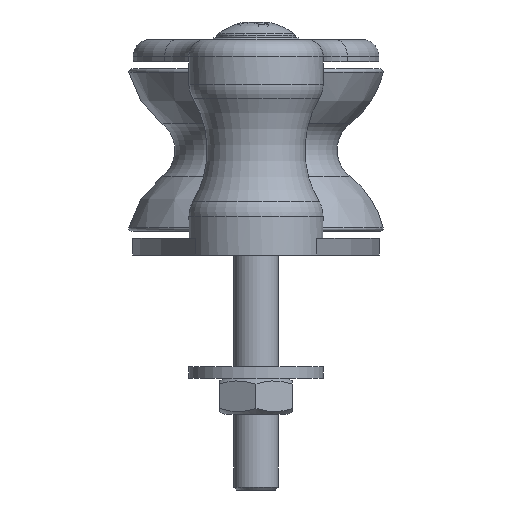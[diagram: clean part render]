
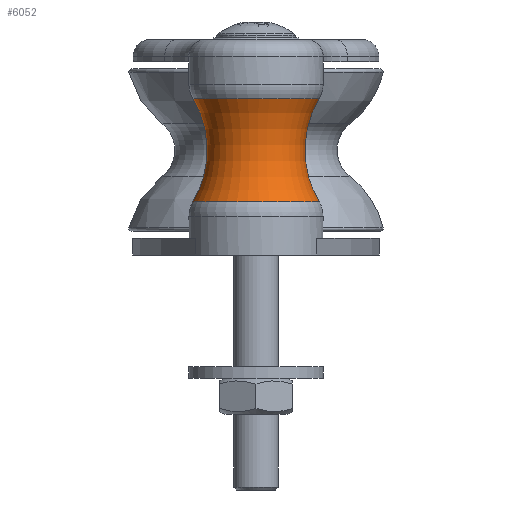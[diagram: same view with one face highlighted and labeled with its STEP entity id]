
A CAD part, left-side view. The second image highlights one B-rep face of the part: STEP entity #6052.
In plain terms, the highlighted toroidal (fillet/blend) face has major radius 26.75 mm and minor radius 18 mm.
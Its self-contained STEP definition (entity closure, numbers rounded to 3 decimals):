
#97=TOROIDAL_SURFACE('',#6827,26.75,18.);
#1059=FACE_BOUND('',#2004,.T.);
#1455=FACE_OUTER_BOUND('',#2003,.T.);
#2003=EDGE_LOOP('',(#5405));
#2004=EDGE_LOOP('',(#5406));
#2432=CIRCLE('',#6825,11.293);
#2434=CIRCLE('',#6828,11.293);
#3019=VERTEX_POINT('',#11148);
#3021=VERTEX_POINT('',#11153);
#3826=EDGE_CURVE('',#3019,#3019,#2432,.T.);
#3828=EDGE_CURVE('',#3021,#3021,#2434,.T.);
#5405=ORIENTED_EDGE('',*,*,#3828,.T.);
#5406=ORIENTED_EDGE('',*,*,#3826,.F.);
#6052=ADVANCED_FACE('',(#1455,#1059),#97,.F.);
#6825=AXIS2_PLACEMENT_3D('',#11149,#8641,#8642);
#6827=AXIS2_PLACEMENT_3D('',#11152,#8645,#8646);
#6828=AXIS2_PLACEMENT_3D('',#11154,#8647,#8648);
#8641=DIRECTION('center_axis',(0.,0.,1.));
#8642=DIRECTION('ref_axis',(-0.953,0.301,0.));
#8645=DIRECTION('center_axis',(0.,0.,1.));
#8646=DIRECTION('ref_axis',(-0.953,0.301,0.));
#8647=DIRECTION('center_axis',(0.,0.,1.));
#8648=DIRECTION('ref_axis',(-0.953,0.301,0.));
#11148=CARTESIAN_POINT('',(-294.232,-3.404,27.975));
#11149=CARTESIAN_POINT('Origin',(-305.,0.,27.975));
#11152=CARTESIAN_POINT('Origin',(-305.,0.,18.75));
#11153=CARTESIAN_POINT('',(-294.232,-3.404,9.525));
#11154=CARTESIAN_POINT('Origin',(-305.,0.,9.525));
